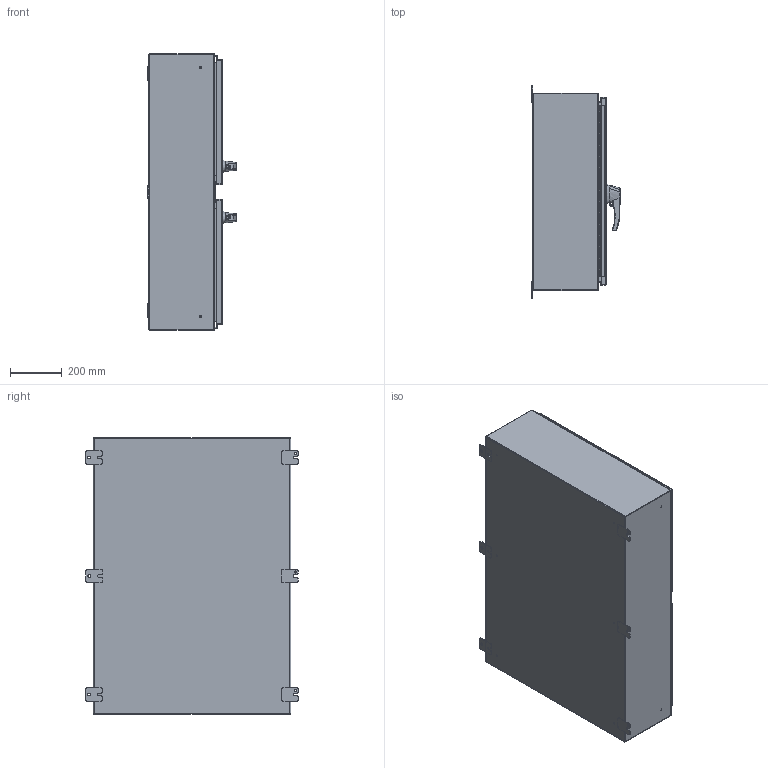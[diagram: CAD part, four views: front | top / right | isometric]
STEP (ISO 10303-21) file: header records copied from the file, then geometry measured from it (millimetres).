
FILE_DESCRIPTION (( 'STEP AP214' ), '1' );
FILE_NAME ('HN4WM304210SS.STEP', '2019-08-28T17:15:18', ( '' ), ( '' ), 'SwSTEP 2.0', 'SolidWorks 2018', '' );
FILE_SCHEMA (( 'AUTOMOTIVE_DESIGN' ));
Length unit declared in the file: inch
Products named in the file (1): HN4WM304210SS
Bounding box: 341 x 819.15 x 1066.8 mm (x, y, z)
Volume: 9869028.6 mm3; surface area: 8032181.4 mm2
Topology: 108 solids, 110 shells, 2772 faces, 7031 edges, 4526 vertices
Faces by surface type: plane 1305, cylinder 1187, bspline 148, cone 132
Entity records: 133156 total; most frequent: CARTESIAN_POINT 28678, ORIENTED_EDGE 14034, DIRECTION 13835, EDGE_CURVE 7017, AXIS2_PLACEMENT_3D 4995, VERTEX_POINT 4526, LINE 3845, VECTOR 3845
